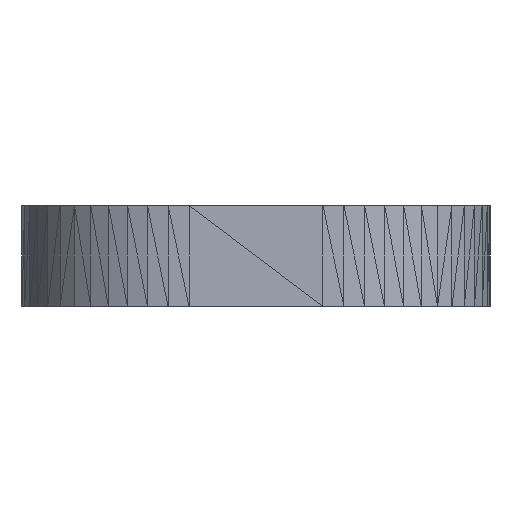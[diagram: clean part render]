
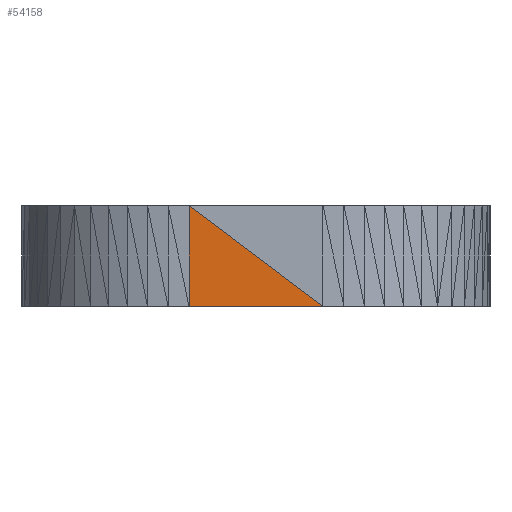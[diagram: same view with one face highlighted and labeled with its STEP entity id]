
A CAD part, left-side view. The second image highlights one B-rep face of the part: STEP entity #54158.
In plain terms, the highlighted planar face has unit normal (-1, 0, 0).
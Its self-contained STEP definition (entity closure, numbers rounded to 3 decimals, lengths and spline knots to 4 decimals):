
#54111 = VERTEX_POINT('',#54112);
#54112 = CARTESIAN_POINT('',(-26.,1.,1.5));
#54147 = PLANE('',#54148);
#54148 = AXIS2_PLACEMENT_3D('',#54149,#54150,#54151);
#54149 = CARTESIAN_POINT('',(-26.,-0.25,1.));
#54150 = DIRECTION('',(-1.,-0.,-0.));
#54151 = DIRECTION('',(0.,0.,-1.));
#54158 = ADVANCED_FACE('',(#54159),#54171,.T.);
#54159 = FACE_BOUND('',#54160,.T.);
#54160 = EDGE_LOOP('',(#54161,#54189,#54217));
#54161 = ORIENTED_EDGE('',*,*,#54162,.T.);
#54162 = EDGE_CURVE('',#54163,#54111,#54165,.T.);
#54163 = VERTEX_POINT('',#54164);
#54164 = CARTESIAN_POINT('',(-26.,-1.,0.));
#54165 = SURFACE_CURVE('',#54166,(#54170,#54182),.PCURVE_S1.);
#54166 = LINE('',#54167,#54168);
#54167 = CARTESIAN_POINT('',(-26.,-1.,0.));
#54168 = VECTOR('',#54169,1.);
#54169 = DIRECTION('',(0.,0.8,0.6));
#54170 = PCURVE('',#54171,#54176);
#54171 = PLANE('',#54172);
#54172 = AXIS2_PLACEMENT_3D('',#54173,#54174,#54175);
#54173 = CARTESIAN_POINT('',(-26.,0.25,0.5));
#54174 = DIRECTION('',(-1.,-0.,-0.));
#54175 = DIRECTION('',(0.,0.,-1.));
#54176 = DEFINITIONAL_REPRESENTATION('',(#54177),#54181);
#54177 = LINE('',#54178,#54179);
#54178 = CARTESIAN_POINT('',(0.5,1.25));
#54179 = VECTOR('',#54180,1.);
#54180 = DIRECTION('',(-0.6,-0.8));
#54181 = ( GEOMETRIC_REPRESENTATION_CONTEXT(2) 
PARAMETRIC_REPRESENTATION_CONTEXT() REPRESENTATION_CONTEXT('2D SPACE',''
  ) );
#54182 = PCURVE('',#54147,#54183);
#54183 = DEFINITIONAL_REPRESENTATION('',(#54184),#54188);
#54184 = LINE('',#54185,#54186);
#54185 = CARTESIAN_POINT('',(1.,0.75));
#54186 = VECTOR('',#54187,1.);
#54187 = DIRECTION('',(-0.6,-0.8));
#54188 = ( GEOMETRIC_REPRESENTATION_CONTEXT(2) 
PARAMETRIC_REPRESENTATION_CONTEXT() REPRESENTATION_CONTEXT('2D SPACE',''
  ) );
#54189 = ORIENTED_EDGE('',*,*,#54190,.T.);
#54190 = EDGE_CURVE('',#54111,#54191,#54193,.T.);
#54191 = VERTEX_POINT('',#54192);
#54192 = CARTESIAN_POINT('',(-26.,1.,0.));
#54193 = SURFACE_CURVE('',#54194,(#54198,#54205),.PCURVE_S1.);
#54194 = LINE('',#54195,#54196);
#54195 = CARTESIAN_POINT('',(-26.,1.,1.5));
#54196 = VECTOR('',#54197,1.);
#54197 = DIRECTION('',(0.,0.,-1.));
#54198 = PCURVE('',#54171,#54199);
#54199 = DEFINITIONAL_REPRESENTATION('',(#54200),#54204);
#54200 = LINE('',#54201,#54202);
#54201 = CARTESIAN_POINT('',(-1.,-0.75));
#54202 = VECTOR('',#54203,1.);
#54203 = DIRECTION('',(1.,0.));
#54204 = ( GEOMETRIC_REPRESENTATION_CONTEXT(2) 
PARAMETRIC_REPRESENTATION_CONTEXT() REPRESENTATION_CONTEXT('2D SPACE',''
  ) );
#54205 = PCURVE('',#54206,#54211);
#54206 = PLANE('',#54207);
#54207 = AXIS2_PLACEMENT_3D('',#54208,#54209,#54210);
#54208 = CARTESIAN_POINT('',(-25.9946,1.0864,
    0.8204));
#54209 = DIRECTION('',(-0.998,0.063,
    0.));
#54210 = DIRECTION('',(-0.063,-0.998,0.));
#54211 = DEFINITIONAL_REPRESENTATION('',(#54212),#54216);
#54212 = LINE('',#54213,#54214);
#54213 = CARTESIAN_POINT('',(0.087,0.68));
#54214 = VECTOR('',#54215,1.);
#54215 = DIRECTION('',(0.,-1.));
#54216 = ( GEOMETRIC_REPRESENTATION_CONTEXT(2) 
PARAMETRIC_REPRESENTATION_CONTEXT() REPRESENTATION_CONTEXT('2D SPACE',''
  ) );
#54217 = ORIENTED_EDGE('',*,*,#54218,.T.);
#54218 = EDGE_CURVE('',#54191,#54163,#54219,.T.);
#54219 = SURFACE_CURVE('',#54220,(#54224,#54231),.PCURVE_S1.);
#54220 = LINE('',#54221,#54222);
#54221 = CARTESIAN_POINT('',(-26.,1.,0.));
#54222 = VECTOR('',#54223,1.);
#54223 = DIRECTION('',(0.,-1.,0.));
#54224 = PCURVE('',#54171,#54225);
#54225 = DEFINITIONAL_REPRESENTATION('',(#54226),#54230);
#54226 = LINE('',#54227,#54228);
#54227 = CARTESIAN_POINT('',(0.5,-0.75));
#54228 = VECTOR('',#54229,1.);
#54229 = DIRECTION('',(0.,1.));
#54230 = ( GEOMETRIC_REPRESENTATION_CONTEXT(2) 
PARAMETRIC_REPRESENTATION_CONTEXT() REPRESENTATION_CONTEXT('2D SPACE',''
  ) );
#54231 = PCURVE('',#54232,#54237);
#54232 = PLANE('',#54233);
#54233 = AXIS2_PLACEMENT_3D('',#54234,#54235,#54236);
#54234 = CARTESIAN_POINT('',(-25.309,0.,0.));
#54235 = DIRECTION('',(-0.,-0.,-1.));
#54236 = DIRECTION('',(-1.,0.,0.));
#54237 = DEFINITIONAL_REPRESENTATION('',(#54238),#54242);
#54238 = LINE('',#54239,#54240);
#54239 = CARTESIAN_POINT('',(0.691,1.));
#54240 = VECTOR('',#54241,1.);
#54241 = DIRECTION('',(0.,-1.));
#54242 = ( GEOMETRIC_REPRESENTATION_CONTEXT(2) 
PARAMETRIC_REPRESENTATION_CONTEXT() REPRESENTATION_CONTEXT('2D SPACE',''
  ) );
